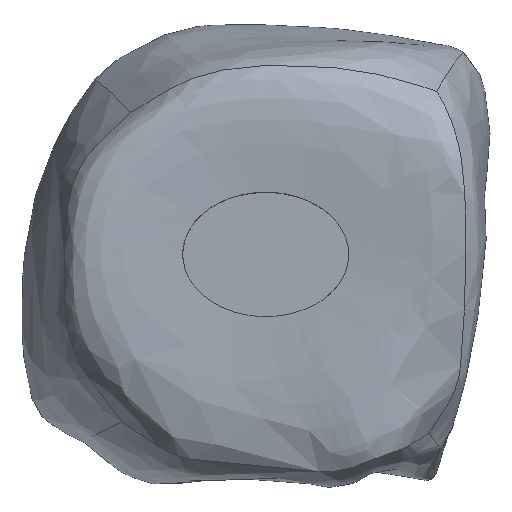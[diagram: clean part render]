
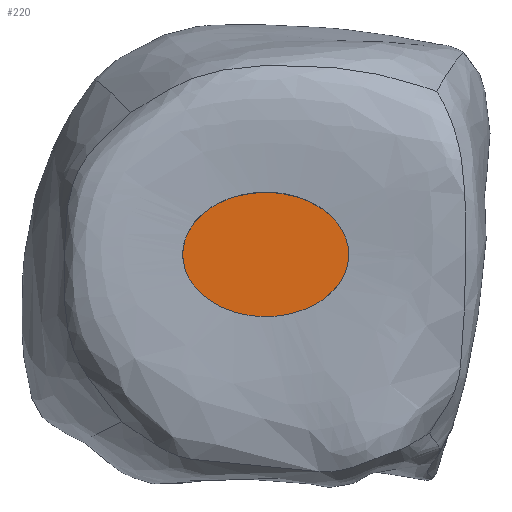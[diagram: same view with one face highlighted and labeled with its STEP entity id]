
A CAD part, top view. The second image highlights one B-rep face of the part: STEP entity #220.
In plain terms, the highlighted planar face has unit normal (0, 0, 1).
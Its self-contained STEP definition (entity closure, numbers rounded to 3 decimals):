
#29=PLANE('',#260);
#32=FACE_OUTER_BOUND('',#48,.T.);
#48=EDGE_LOOP('',(#152));
#65=ELLIPSE('',#259,4.,3.);
#95=VERTEX_POINT('',#336);
#118=EDGE_CURVE('',#95,#95,#65,.T.);
#152=ORIENTED_EDGE('',*,*,#118,.F.);
#220=ADVANCED_FACE('',(#32),#29,.F.);
#259=AXIS2_PLACEMENT_3D('',#339,#265,#266);
#260=AXIS2_PLACEMENT_3D('',#340,#267,#268);
#265=DIRECTION('center_axis',(0.,0.,-1.));
#266=DIRECTION('ref_axis',(-1.,0.,0.));
#267=DIRECTION('center_axis',(0.,0.,-1.));
#268=DIRECTION('ref_axis',(-1.,0.,0.));
#336=CARTESIAN_POINT('',(4.,0.,12.));
#339=CARTESIAN_POINT('Origin',(0.,0.,12.));
#340=CARTESIAN_POINT('Origin',(0.,0.,12.));
